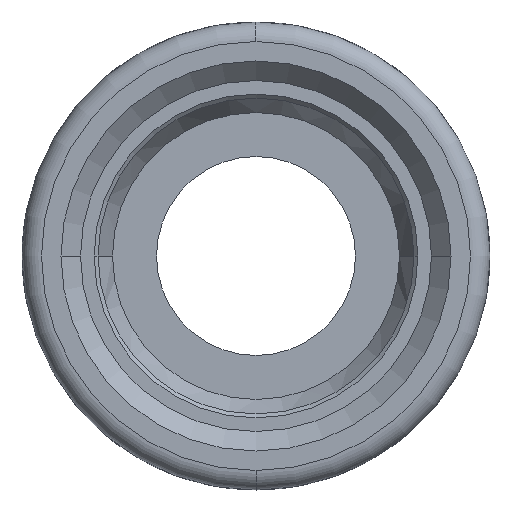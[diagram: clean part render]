
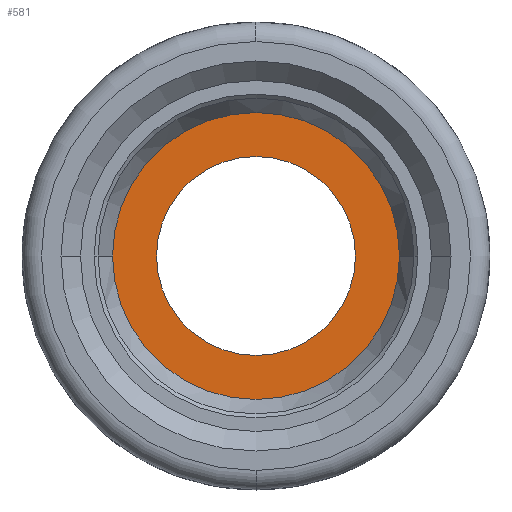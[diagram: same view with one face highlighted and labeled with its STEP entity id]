
A CAD part, left-side view. The second image highlights one B-rep face of the part: STEP entity #581.
In plain terms, the highlighted planar face has unit normal (-1, 0, 0).
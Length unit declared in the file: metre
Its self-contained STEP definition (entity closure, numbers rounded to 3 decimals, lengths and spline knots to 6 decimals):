
#30 = CIRCLE ( 'NONE', #1471, 0.00368 ) ;
#87 = CARTESIAN_POINT ( 'NONE',  ( 0.0225, 0., 0. ) ) ;
#195 = AXIS2_PLACEMENT_3D ( 'NONE', #912, #339, #774 ) ;
#249 = EDGE_CURVE ( 'NONE', #789, #583, #1255, .T. ) ;
#261 = VERTEX_POINT ( 'NONE', #1815 ) ;
#325 = ORIENTED_EDGE ( 'NONE', *, *, #572, .F. ) ;
#339 = DIRECTION ( 'NONE',  ( 1., 0., 0. ) ) ;
#347 = ORIENTED_EDGE ( 'NONE', *, *, #934, .T. ) ;
#369 = EDGE_LOOP ( 'NONE', ( #325, #1812 ) ) ;
#455 = AXIS2_PLACEMENT_3D ( 'NONE', #1506, #832, #1399 ) ;
#572 = EDGE_CURVE ( 'NONE', #261, #1800, #30, .T. ) ;
#581 = ADVANCED_FACE ( 'NONE', ( #1181, #1740 ), #1618, .T. ) ;
#583 = VERTEX_POINT ( 'NONE', #619 ) ;
#601 = CARTESIAN_POINT ( 'NONE',  ( 0.0225, 0.00255, 0. ) ) ;
#619 = CARTESIAN_POINT ( 'NONE',  ( 0.0225, -0.00255, 0. ) ) ;
#627 = DIRECTION ( 'NONE',  ( 0., 0., 1. ) ) ;
#674 = CARTESIAN_POINT ( 'NONE',  ( 0.0225, -0.00368, 0. ) ) ;
#759 = CIRCLE ( 'NONE', #936, 0.00368 ) ;
#763 = AXIS2_PLACEMENT_3D ( 'NONE', #1036, #1339, #627 ) ;
#774 = DIRECTION ( 'NONE',  ( 0., 0., -1. ) ) ;
#789 = VERTEX_POINT ( 'NONE', #601 ) ;
#832 = DIRECTION ( 'NONE',  ( 1., 0., 0. ) ) ;
#834 = CARTESIAN_POINT ( 'NONE',  ( 0.0225, 0., 0. ) ) ;
#912 = CARTESIAN_POINT ( 'NONE',  ( 0.0225, 0., 0. ) ) ;
#934 = EDGE_CURVE ( 'NONE', #583, #789, #1450, .T. ) ;
#936 = AXIS2_PLACEMENT_3D ( 'NONE', #834, #1685, #985 ) ;
#985 = DIRECTION ( 'NONE',  ( 0., 0., -1. ) ) ;
#1036 = CARTESIAN_POINT ( 'NONE',  ( 0.0225, 0.00368, 0. ) ) ;
#1040 = ORIENTED_EDGE ( 'NONE', *, *, #249, .T. ) ;
#1181 = FACE_BOUND ( 'NONE', #1734, .T. ) ;
#1255 = CIRCLE ( 'NONE', #455, 0.00255 ) ;
#1339 = DIRECTION ( 'NONE',  ( -1., 0., 0. ) ) ;
#1399 = DIRECTION ( 'NONE',  ( 0., 0., -1. ) ) ;
#1450 = CIRCLE ( 'NONE', #195, 0.00255 ) ;
#1462 = DIRECTION ( 'NONE',  ( 1., 0., 0. ) ) ;
#1471 = AXIS2_PLACEMENT_3D ( 'NONE', #87, #1462, #1612 ) ;
#1506 = CARTESIAN_POINT ( 'NONE',  ( 0.0225, 0., 0. ) ) ;
#1612 = DIRECTION ( 'NONE',  ( 0., 0., -1. ) ) ;
#1618 = PLANE ( 'NONE',  #763 ) ;
#1685 = DIRECTION ( 'NONE',  ( 1., 0., 0. ) ) ;
#1691 = EDGE_CURVE ( 'NONE', #1800, #261, #759, .T. ) ;
#1734 = EDGE_LOOP ( 'NONE', ( #1040, #347 ) ) ;
#1740 = FACE_OUTER_BOUND ( 'NONE', #369, .T. ) ;
#1800 = VERTEX_POINT ( 'NONE', #674 ) ;
#1812 = ORIENTED_EDGE ( 'NONE', *, *, #1691, .F. ) ;
#1815 = CARTESIAN_POINT ( 'NONE',  ( 0.0225, 0.00368, 0. ) ) ;
